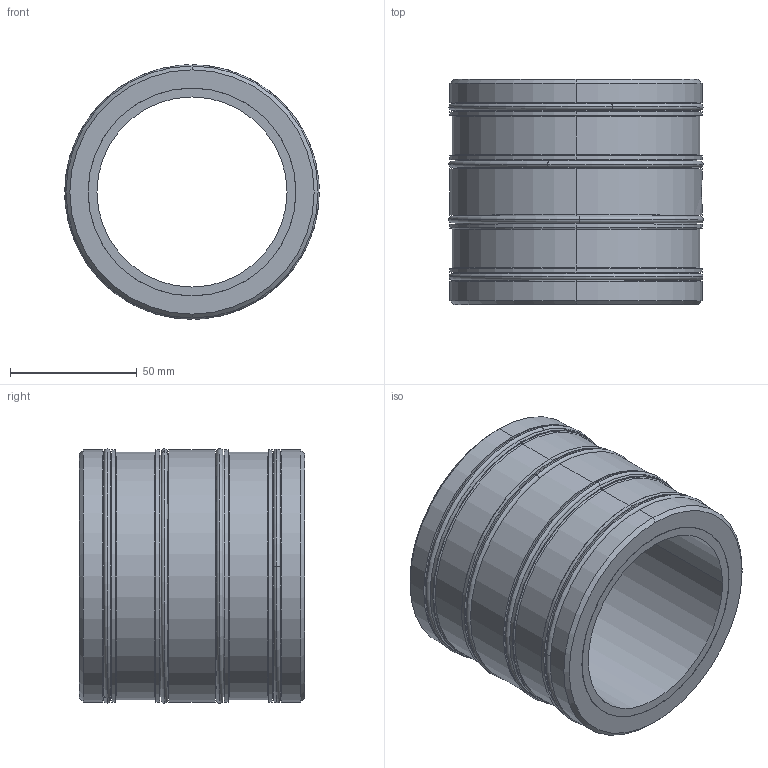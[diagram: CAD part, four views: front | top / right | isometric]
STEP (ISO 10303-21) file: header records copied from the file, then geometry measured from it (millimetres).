
FILE_DESCRIPTION (( 'STEP AP214' ), '1' );
FILE_NAME ('S307502.STEP', '2019-08-23T18:38:09', ( '' ), ( '' ), 'SwSTEP 2.0', 'SolidWorks 2019', '' );
FILE_SCHEMA (( 'AUTOMOTIVE_DESIGN' ));
Length unit declared in the file: inch
Products named in the file (1): S307502
Bounding box: 100.45 x 88.9 x 100.45 mm (x, y, z)
Volume: 286302.9 mm3; surface area: 116222 mm2
Topology: 6 solids, 6 shells, 82 faces, 164 edges, 100 vertices
Faces by surface type: cylinder 37, torus 24, plane 17, cone 4
Entity records: 3465 total; most frequent: CARTESIAN_POINT 471, DIRECTION 446, ORIENTED_EDGE 328, AXIS2_PLACEMENT_3D 203, EDGE_CURVE 164, CIRCLE 120, EDGE_LOOP 100, VERTEX_POINT 100
